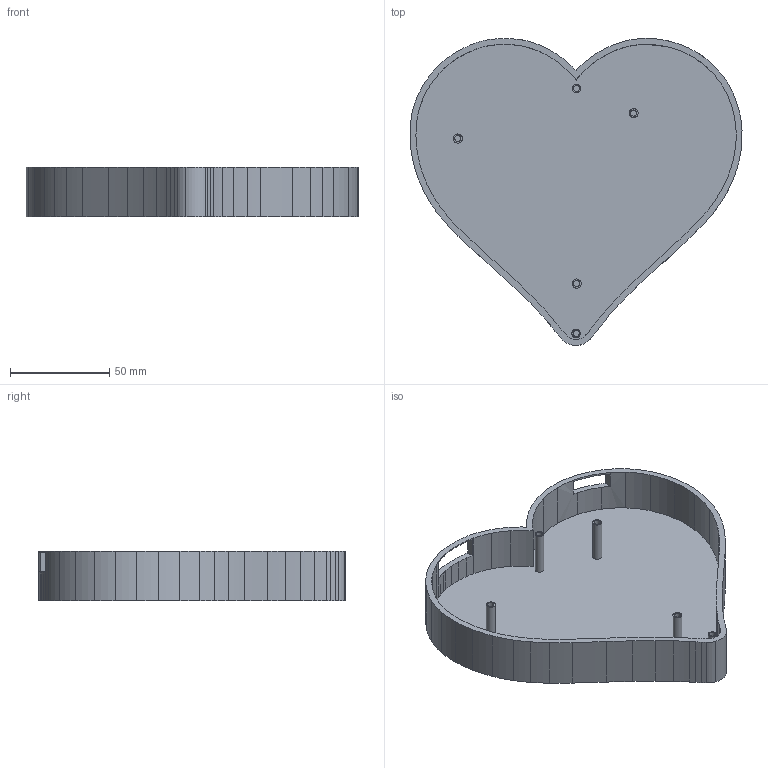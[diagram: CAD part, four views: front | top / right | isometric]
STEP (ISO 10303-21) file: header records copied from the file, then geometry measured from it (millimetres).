
FILE_DESCRIPTION(/* description */ (''),/* implementation_level */ '2;1');
FILE_NAME(/* name */ 'bottom_heart.step',/* time_stamp */ '2025-07-08T22:15:34+05:30',/* author */ (''),/* organization */ (''),/* preprocessor_version */ 'ST-DEVELOPER v20.1',/* originating_system */ 'Autodesk Translation Framework v14.10.0.0',/* authorisation */ '');
FILE_SCHEMA (('AUTOMOTIVE_DESIGN { 1 0 10303 214 3 1 1 }'));
Length unit declared in the file: millimetre
Products named in the file (1): bottom
Bounding box: 167.2 x 154.66 x 25 mm (x, y, z)
Volume: 84680.1 mm3; surface area: 62055.9 mm2
Topology: 1 solids, 1 shells, 574 faces, 1593 edges, 1062 vertices
Faces by surface type: plane 228, bspline 210, cylinder 136
Full cylindrical faces by diameter (mm): 3.1 x5, 4.25 x2, 4.6 x3
Entity records: 20394 total; most frequent: CARTESIAN_POINT 6816, ORIENTED_EDGE 3186, DIRECTION 2187, EDGE_CURVE 1593, VERTEX_POINT 1062, LINE 881, VECTOR 881, AXIS2_PLACEMENT_3D 653
